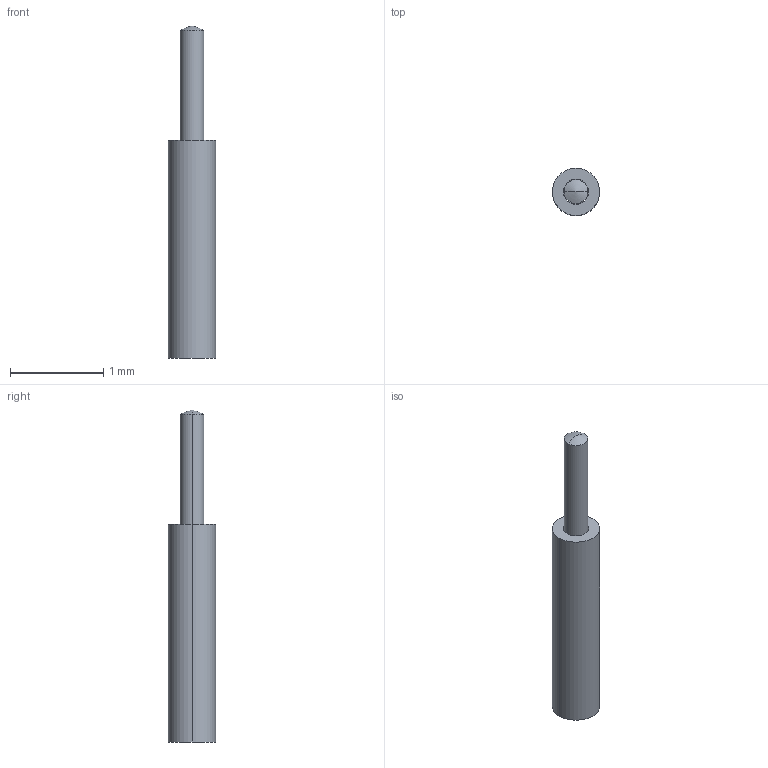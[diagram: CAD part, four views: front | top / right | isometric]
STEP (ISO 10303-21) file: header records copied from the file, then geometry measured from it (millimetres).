
FILE_DESCRIPTION (( 'STEP AP203' ), '1' );
FILE_NAME ('A7300-1-WR.STEP', '2013-11-19T17:50:46', ( '' ), ( '' ), 'SwSTEP 2.0', 'SolidWorks 2012', '' );
FILE_SCHEMA (( 'CONFIG_CONTROL_DESIGN' ));
Length unit declared in the file: inch
Products named in the file (1): A7300-1-WR
Bounding box: 0.51 x 0.51 x 3.57 mm (x, y, z)
Volume: 0.5 mm3; surface area: 8.9 mm2
Topology: 2 solids, 2 shells, 11 faces, 22 edges, 13 vertices
Faces by surface type: cylinder 6, plane 3, torus 2
Entity records: 361 total; most frequent: DIRECTION 58, CARTESIAN_POINT 45, ORIENTED_EDGE 40, AXIS2_PLACEMENT_3D 26, EDGE_CURVE 20, CIRCLE 14, EDGE_LOOP 13, VERTEX_POINT 13
